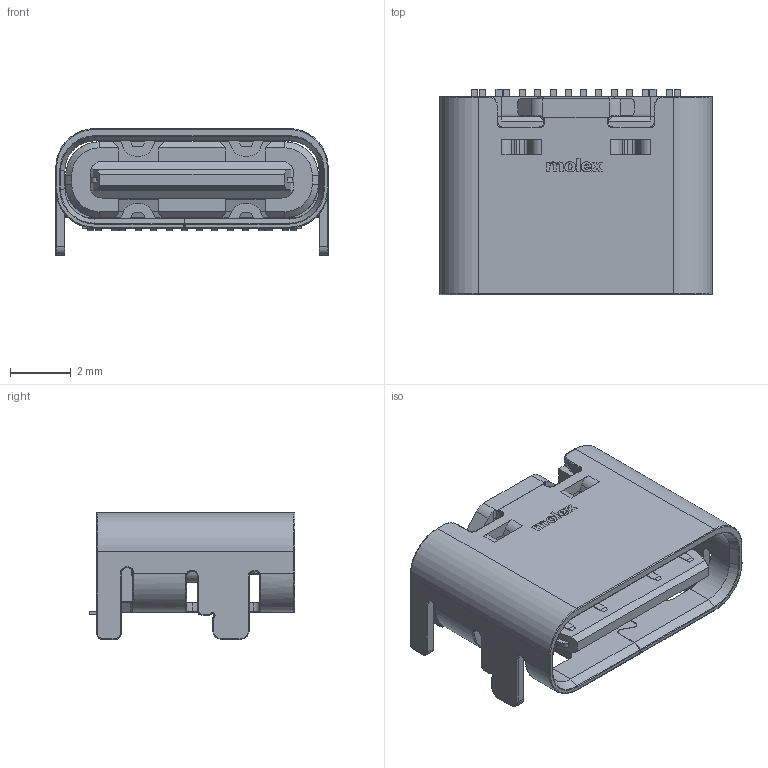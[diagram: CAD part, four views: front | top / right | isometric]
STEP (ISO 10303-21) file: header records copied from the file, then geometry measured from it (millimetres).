
FILE_DESCRIPTION(/* description */ (''),/* implementation_level */ '2;1');
FILE_NAME(/* name */ '2171790001.stp',/* time_stamp */ '2023-12-02T07:34:07+02:00',/* author */ ('khaled'),/* organization */ (''),/* preprocessor_version */ 'ST-DEVELOPER v17',/* originating_system */ 'Autodesk Inventor 2019',/* authorisation */ '');
FILE_SCHEMA (('AUTOMOTIVE_DESIGN { 1 0 10303 214 3 1 1 }'));
Length unit declared in the file: millimetre
Products named in the file (13): 2171790001; A1; 1; 2; 3; 4; 5; 6; 7; 8; 9; Notch; Molex
Assembly tree (12 placements, depth 3):
  2171790001
    A1
      1
      2
      3
      4
      5
      6
      7
      8
      9
    Notch
    Molex
Bounding box: 8.94 x 6.75 x 4.17 mm (x, y, z)
Volume: 101.2 mm3; surface area: 540.3 mm2
Topology: 54 solids, 54 shells, 1101 faces, 2894 edges, 1897 vertices
Faces by surface type: plane 709, cylinder 246, bspline 78, torus 54, cone 14
Entity records: 35478 total; most frequent: CARTESIAN_POINT 7627, ORIENTED_EDGE 5788, DIRECTION 5522, EDGE_CURVE 2894, LINE 2088, VECTOR 2088, VERTEX_POINT 1897, AXIS2_PLACEMENT_3D 1717
